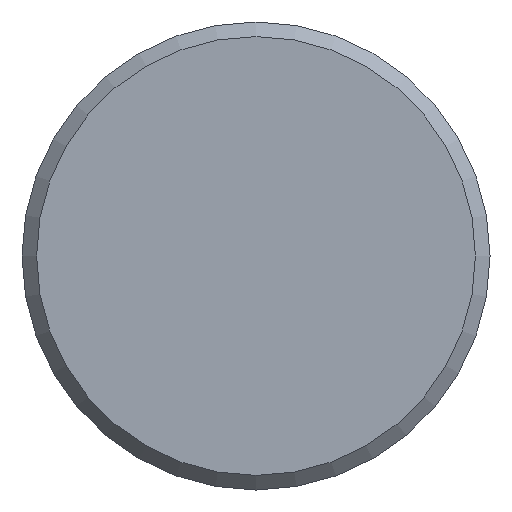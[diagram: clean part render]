
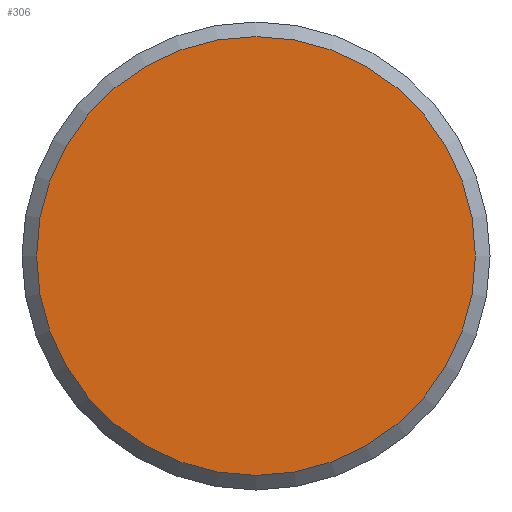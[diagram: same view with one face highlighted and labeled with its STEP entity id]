
A CAD part, front view. The second image highlights one B-rep face of the part: STEP entity #306.
In plain terms, the highlighted planar face has unit normal (0, -1, 0).
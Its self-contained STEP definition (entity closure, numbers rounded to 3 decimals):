
#24=PLANE('',#349);
#36=FACE_OUTER_BOUND('',#54,.T.);
#54=EDGE_LOOP('',(#208));
#111=CIRCLE('',#350,15.);
#132=VERTEX_POINT('',#490);
#163=EDGE_CURVE('',#132,#132,#111,.T.);
#208=ORIENTED_EDGE('',*,*,#163,.F.);
#306=ADVANCED_FACE('',(#36),#24,.T.);
#349=AXIS2_PLACEMENT_3D('',#489,#398,#399);
#350=AXIS2_PLACEMENT_3D('',#491,#400,#401);
#398=DIRECTION('center_axis',(0.,-1.,0.));
#399=DIRECTION('ref_axis',(0.,0.,-1.));
#400=DIRECTION('center_axis',(0.,1.,0.));
#401=DIRECTION('ref_axis',(-1.,0.,0.));
#489=CARTESIAN_POINT('Origin',(8.,0.,0.));
#490=CARTESIAN_POINT('',(15.,0.,0.));
#491=CARTESIAN_POINT('Origin',(0.,0.,
0.));
